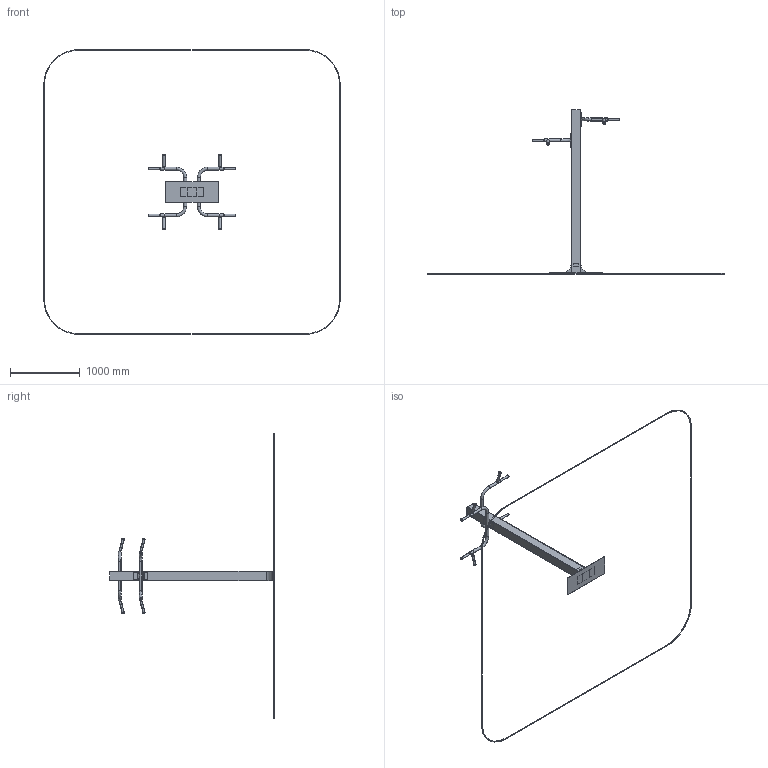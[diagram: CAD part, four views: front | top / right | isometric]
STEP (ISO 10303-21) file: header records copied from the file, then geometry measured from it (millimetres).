
FILE_DESCRIPTION(('STEP AP214'), '1');
FILE_NAME('óëè÷íûé òðåíàæåð_Ðàçíîâûñîêèé òóðíèê', '', ('UNSPECIFIED'), ('UNSPECIFIED'), 'C3D Converter', 'C3D Toolkit', '');
FILE_SCHEMA(('AUTOMOTIVE_DESIGN { 1 0 10303 214 3 1 1}'));
Length unit declared in the file: millimetre
Products named in the file (28): УТ-10.1Н.00.02.04; УТ-18.00.01.04; УТ-07.02.01.02; УТ-07.02.01.04; УТ-11.03.01.04; ФК-03.03; УТН-03Г.00.00.01
Assembly tree (56 placements, depth 4):
  (unnamed)
    (unnamed)
      УТ-10.1Н.00.02.04
      (unnamed)
      УТ-18.00.01.04
      УТ-07.02.01.02  x4
      УТ-07.02.01.04  x2
    (unnamed)  x2
      (unnamed)
        (unnamed)
        (unnamed)  x4
        (unnamed)
        УТ-11.03.01.04  x2
        (unnamed)  x2
        (unnamed)  x2
      (unnamed)
    (unnamed)
      (unnamed)
        ФК-03.03  x6
        (unnamed)  x2
        (unnamed)  x3
      (unnamed)  x6
        (unnamed)
        (unnamed)
        (unnamed)
    УТН-03Г.00.00.01
    (unnamed)
      (unnamed)
Bounding box: 4250.3 x 2360 x 4084 mm (x, y, z)
Volume: 11024360.1 mm3; surface area: 5091497.7 mm2
Topology: 48 solids, 48 shells, 547 faces, 1243 edges, 806 vertices
Faces by surface type: plane 319, cylinder 160, torus 68
Full cylindrical faces by diameter (mm): 4 x12, 21.8 x4, 24 x12, 26.8 x4, 27.9 x4, 33.5 x4, 34 x12, 35.9 x6, 38 x12, 42.3 x6
Entity records: 13418 total; most frequent: DIRECTION 1602, CARTESIAN_POINT 1573, ORIENTED_EDGE 1462, EDGE_CURVE 731, LINE 546, VECTOR 546, AXIS2_PLACEMENT_3D 528, VERTEX_POINT 497
